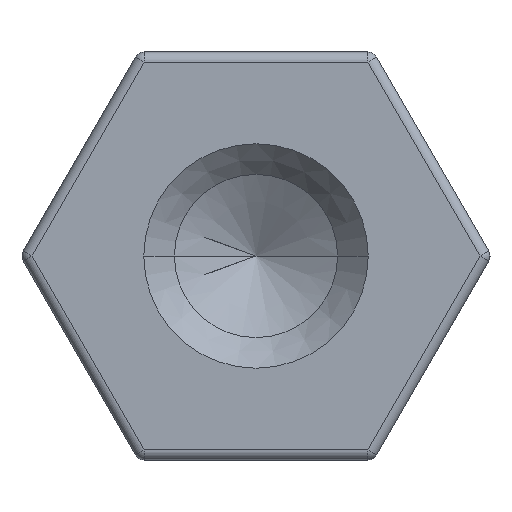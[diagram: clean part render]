
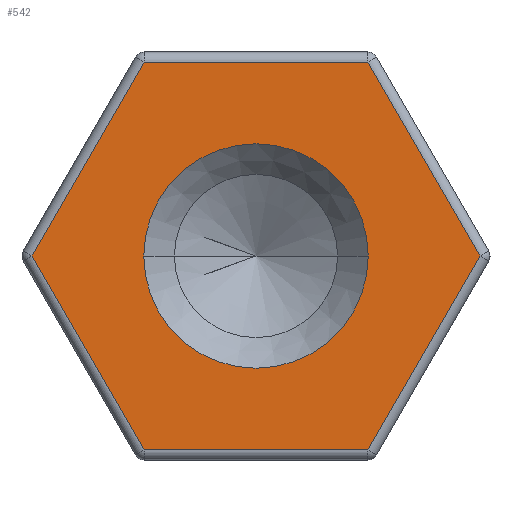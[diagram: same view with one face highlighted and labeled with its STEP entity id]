
A CAD part, left-side view. The second image highlights one B-rep face of the part: STEP entity #542.
In plain terms, the highlighted planar face has unit normal (-1, 0, 0).
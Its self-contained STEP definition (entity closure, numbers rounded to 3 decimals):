
#33 = AXIS2_PLACEMENT_3D ( 'NONE', #770, #767, #764 ) ;
#36 = LINE ( 'NONE', #897, #416 ) ;
#91 = AXIS2_PLACEMENT_3D ( 'NONE', #147, #142, #138 ) ;
#138 = DIRECTION ( 'NONE',  ( 0., 1., 0. ) ) ;
#142 = DIRECTION ( 'NONE',  ( 1., 0., 0. ) ) ;
#147 = CARTESIAN_POINT ( 'NONE',  ( 0., 0., 0. ) ) ;
#177 = CIRCLE ( 'NONE', #91, 1.1 ) ;
#230 = EDGE_CURVE ( 'NONE', #666, #918, #428, .T. ) ;
#234 = EDGE_CURVE ( 'NONE', #814, #666, #36, .T. ) ;
#238 = EDGE_CURVE ( 'NONE', #918, #640, #418, .T. ) ;
#244 = EDGE_CURVE ( 'NONE', #988, #814, #408, .T. ) ;
#253 = EDGE_CURVE ( 'NONE', #740, #988, #387, .T. ) ;
#257 = EDGE_CURVE ( 'NONE', #640, #740, #390, .T. ) ;
#261 = EDGE_CURVE ( 'NONE', #958, #1143, #385, .T. ) ;
#382 = VECTOR ( 'NONE', #784, 1000. ) ;
#385 = CIRCLE ( 'NONE', #33, 1.1 ) ;
#387 = LINE ( 'NONE', #792, #394 ) ;
#390 = LINE ( 'NONE', #854, #382 ) ;
#394 = VECTOR ( 'NONE', #786, 1000. ) ;
#408 = LINE ( 'NONE', #843, #423 ) ;
#412 = VECTOR ( 'NONE', #866, 1000. ) ;
#416 = VECTOR ( 'NONE', #880, 1000. ) ;
#418 = LINE ( 'NONE', #874, #412 ) ;
#420 = VECTOR ( 'NONE', #883, 1000. ) ;
#423 = VECTOR ( 'NONE', #837, 1000. ) ;
#426 = EDGE_CURVE ( 'NONE', #1143, #958, #177, .T. ) ;
#428 = LINE ( 'NONE', #908, #420 ) ;
#542 = ADVANCED_FACE ( 'NONE', ( #771, #1400 ), #1386, .F. ) ;
#640 = VERTEX_POINT ( 'NONE', #1397 ) ;
#651 = CARTESIAN_POINT ( 'NONE',  ( 0., 0., 0. ) ) ;
#666 = VERTEX_POINT ( 'NONE', #1358 ) ;
#684 = CARTESIAN_POINT ( 'NONE',  ( 0., -1.097, 1.9 ) ) ;
#704 = CARTESIAN_POINT ( 'NONE',  ( 0., -1.1, 0. ) ) ;
#714 = ORIENTED_EDGE ( 'NONE', *, *, #261, .T. ) ;
#726 = EDGE_LOOP ( 'NONE', ( #714, #902 ) ) ;
#740 = VERTEX_POINT ( 'NONE', #684 ) ;
#758 = ORIENTED_EDGE ( 'NONE', *, *, #234, .T. ) ;
#764 = DIRECTION ( 'NONE',  ( 0., 1., 0. ) ) ;
#767 = DIRECTION ( 'NONE',  ( 1., 0., 0. ) ) ;
#770 = CARTESIAN_POINT ( 'NONE',  ( 0., 0., 0. ) ) ;
#771 = FACE_OUTER_BOUND ( 'NONE', #842, .T. ) ;
#784 = DIRECTION ( 'NONE',  ( 0., 0.5, 0.866 ) ) ;
#786 = DIRECTION ( 'NONE',  ( 0., 1., 0. ) ) ;
#792 = CARTESIAN_POINT ( 'NONE',  ( 0., 0., 1.9 ) ) ;
#798 = ORIENTED_EDGE ( 'NONE', *, *, #257, .T. ) ;
#814 = VERTEX_POINT ( 'NONE', #816 ) ;
#816 = CARTESIAN_POINT ( 'NONE',  ( 0., 2.194, 0. ) ) ;
#837 = DIRECTION ( 'NONE',  ( 0., 0.5, -0.866 ) ) ;
#842 = EDGE_LOOP ( 'NONE', ( #798, #986, #1338, #758, #942, #1103 ) ) ;
#843 = CARTESIAN_POINT ( 'NONE',  ( 0., 1.645, 0.95 ) ) ;
#854 = CARTESIAN_POINT ( 'NONE',  ( 0., -1.645, 0.95 ) ) ;
#866 = DIRECTION ( 'NONE',  ( 0., -0.5, 0.866 ) ) ;
#874 = CARTESIAN_POINT ( 'NONE',  ( 0., -1.645, -0.95 ) ) ;
#880 = DIRECTION ( 'NONE',  ( 0., -0.5, -0.866 ) ) ;
#883 = DIRECTION ( 'NONE',  ( 0., -1., 0. ) ) ;
#897 = CARTESIAN_POINT ( 'NONE',  ( 0., 1.645, -0.95 ) ) ;
#902 = ORIENTED_EDGE ( 'NONE', *, *, #426, .T. ) ;
#908 = CARTESIAN_POINT ( 'NONE',  ( 0., 0., -1.9 ) ) ;
#918 = VERTEX_POINT ( 'NONE', #1209 ) ;
#942 = ORIENTED_EDGE ( 'NONE', *, *, #230, .T. ) ;
#958 = VERTEX_POINT ( 'NONE', #1089 ) ;
#986 = ORIENTED_EDGE ( 'NONE', *, *, #253, .T. ) ;
#988 = VERTEX_POINT ( 'NONE', #1363 ) ;
#1089 = CARTESIAN_POINT ( 'NONE',  ( 0., 1.1, 0. ) ) ;
#1103 = ORIENTED_EDGE ( 'NONE', *, *, #238, .T. ) ;
#1143 = VERTEX_POINT ( 'NONE', #704 ) ;
#1209 = CARTESIAN_POINT ( 'NONE',  ( 0., -1.097, -1.9 ) ) ;
#1338 = ORIENTED_EDGE ( 'NONE', *, *, #244, .T. ) ;
#1347 = AXIS2_PLACEMENT_3D ( 'NONE', #651, #1385, #1431 ) ;
#1358 = CARTESIAN_POINT ( 'NONE',  ( 0., 1.097, -1.9 ) ) ;
#1363 = CARTESIAN_POINT ( 'NONE',  ( 0., 1.097, 1.9 ) ) ;
#1385 = DIRECTION ( 'NONE',  ( 1., 0., 0. ) ) ;
#1386 = PLANE ( 'NONE',  #1347 ) ;
#1397 = CARTESIAN_POINT ( 'NONE',  ( 0., -2.194, 0. ) ) ;
#1400 = FACE_BOUND ( 'NONE', #726, .T. ) ;
#1431 = DIRECTION ( 'NONE',  ( 0., 1., 0. ) ) ;
